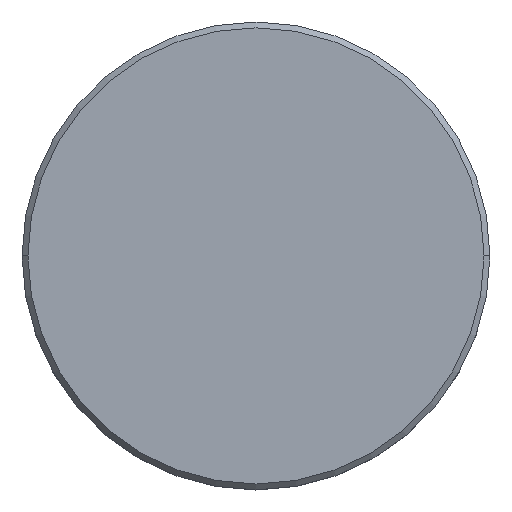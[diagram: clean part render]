
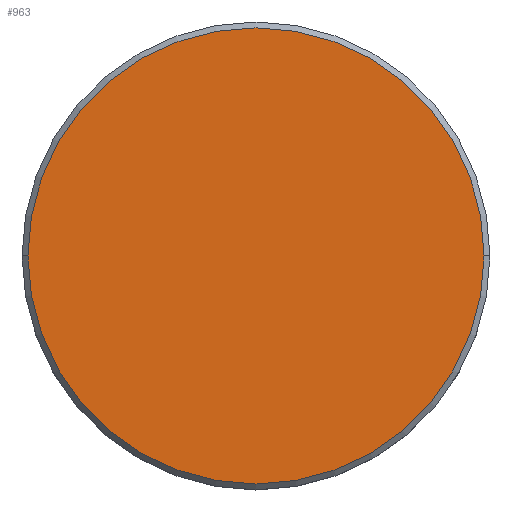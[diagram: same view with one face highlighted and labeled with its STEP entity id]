
A CAD part, top view. The second image highlights one B-rep face of the part: STEP entity #963.
In plain terms, the highlighted planar face has unit normal (0, 0, 1).
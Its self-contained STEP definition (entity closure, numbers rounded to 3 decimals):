
#36 = DIRECTION ( 'NONE',  ( 1., 0., 0. ) ) ;
#135 = DIRECTION ( 'NONE',  ( 0., 0., 1. ) ) ;
#139 = ORIENTED_EDGE ( 'NONE', *, *, #1119, .T. ) ;
#190 = AXIS2_PLACEMENT_3D ( 'NONE', #236, #967, #465 ) ;
#211 = CARTESIAN_POINT ( 'NONE',  ( -19.5, 0., 0. ) ) ;
#223 = ORIENTED_EDGE ( 'NONE', *, *, #327, .T. ) ;
#236 = CARTESIAN_POINT ( 'NONE',  ( 0., 0., 0. ) ) ;
#307 = VERTEX_POINT ( 'NONE', #211 ) ;
#327 = EDGE_CURVE ( 'NONE', #307, #625, #1037, .T. ) ;
#387 = FACE_OUTER_BOUND ( 'NONE', #1103, .T. ) ;
#465 = DIRECTION ( 'NONE',  ( 1., 0., 0. ) ) ;
#578 = CARTESIAN_POINT ( 'NONE',  ( 0., 0., 0. ) ) ;
#625 = VERTEX_POINT ( 'NONE', #645 ) ;
#645 = CARTESIAN_POINT ( 'NONE',  ( 19.5, 0., 0. ) ) ;
#667 = PLANE ( 'NONE',  #960 ) ;
#707 = AXIS2_PLACEMENT_3D ( 'NONE', #578, #135, #36 ) ;
#960 = AXIS2_PLACEMENT_3D ( 'NONE', #1035, #1098, #1167 ) ;
#963 = ADVANCED_FACE ( 'NONE', ( #387 ), #667, .T. ) ;
#967 = DIRECTION ( 'NONE',  ( 0., 0., 1. ) ) ;
#987 = CIRCLE ( 'NONE', #190, 19.5 ) ;
#1035 = CARTESIAN_POINT ( 'NONE',  ( 0., 0., 0. ) ) ;
#1037 = CIRCLE ( 'NONE', #707, 19.5 ) ;
#1098 = DIRECTION ( 'NONE',  ( 0., 0., 1. ) ) ;
#1103 = EDGE_LOOP ( 'NONE', ( #223, #139 ) ) ;
#1119 = EDGE_CURVE ( 'NONE', #625, #307, #987, .T. ) ;
#1167 = DIRECTION ( 'NONE',  ( 1., 0., 0. ) ) ;
